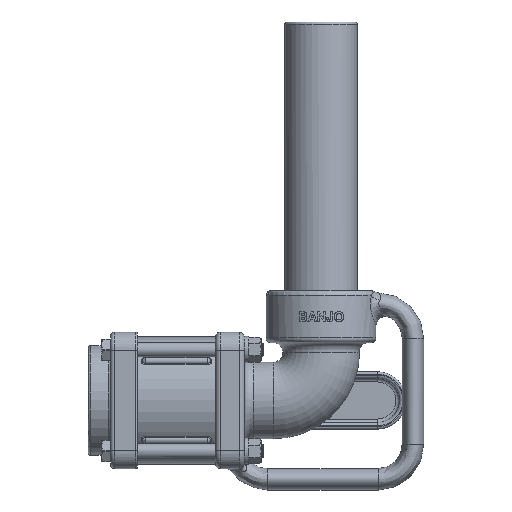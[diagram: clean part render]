
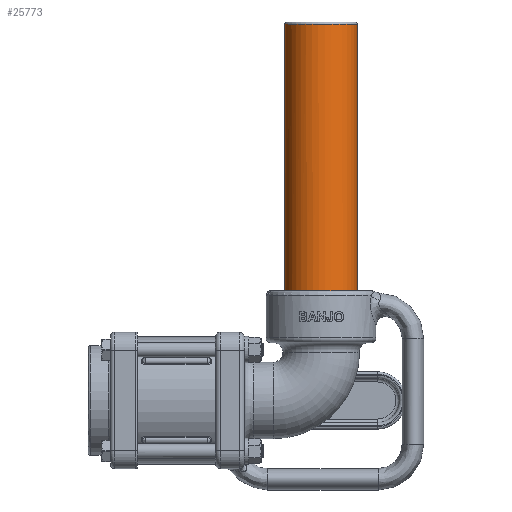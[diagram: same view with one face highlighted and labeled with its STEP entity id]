
A CAD part, front view. The second image highlights one B-rep face of the part: STEP entity #25773.
In plain terms, the highlighted cylindrical face has radius 24.13 mm (diameter 48.26 mm), a full revolution.
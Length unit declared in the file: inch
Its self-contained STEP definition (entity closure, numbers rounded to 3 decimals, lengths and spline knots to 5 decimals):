
#1679=CYLINDRICAL_SURFACE('',#27987,0.95);
#2033=FACE_BOUND('',#4871,.T.);
#3096=FACE_OUTER_BOUND('',#4870,.T.);
#4870=EDGE_LOOP('',(#21013,#21014));
#4871=EDGE_LOOP('',(#21015));
#10095=CIRCLE('',#27984,0.95);
#10097=CIRCLE('',#27988,0.95);
#10098=CIRCLE('',#27989,0.95);
#12055=VERTEX_POINT('',#43341);
#12057=VERTEX_POINT('',#43347);
#12058=VERTEX_POINT('',#43348);
#15194=EDGE_CURVE('',#12055,#12055,#10095,.T.);
#15196=EDGE_CURVE('',#12057,#12058,#10097,.T.);
#15197=EDGE_CURVE('',#12057,#12058,#10098,.T.);
#21013=ORIENTED_EDGE('',*,*,#15196,.F.);
#21014=ORIENTED_EDGE('',*,*,#15197,.T.);
#21015=ORIENTED_EDGE('',*,*,#15194,.F.);
#25773=ADVANCED_FACE('',(#3096,#2033),#1679,.T.);
#27984=AXIS2_PLACEMENT_3D('',#43342,#32988,#32989);
#27987=AXIS2_PLACEMENT_3D('',#43346,#32994,#32995);
#27988=AXIS2_PLACEMENT_3D('',#43349,#32996,#32997);
#27989=AXIS2_PLACEMENT_3D('',#43350,#32998,#32999);
#32988=DIRECTION('center_axis',(-1.,0.,0.));
#32989=DIRECTION('ref_axis',(0.,-1.,0.));
#32994=DIRECTION('center_axis',(1.,0.,0.));
#32995=DIRECTION('ref_axis',(0.,1.,0.));
#32996=DIRECTION('center_axis',(1.,0.,0.));
#32997=DIRECTION('ref_axis',(0.,1.,0.));
#32998=DIRECTION('center_axis',(-1.,0.,0.));
#32999=DIRECTION('ref_axis',(0.,1.,0.));
#43341=CARTESIAN_POINT('',(0.06,0.95,0.));
#43342=CARTESIAN_POINT('Origin',(0.06,0.,0.));
#43346=CARTESIAN_POINT('Origin',(3.565,0.,0.));
#43347=CARTESIAN_POINT('',(7.13,0.94779,-0.0648));
#43348=CARTESIAN_POINT('',(7.13,0.10764,-0.94388));
#43349=CARTESIAN_POINT('Origin',(7.13,0.,0.));
#43350=CARTESIAN_POINT('Origin',(7.13,0.,0.));
